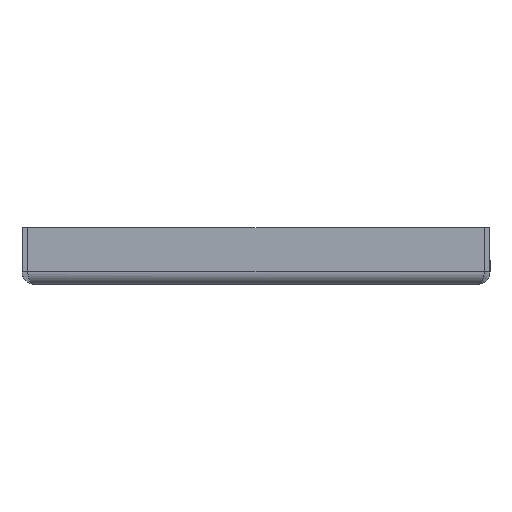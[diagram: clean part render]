
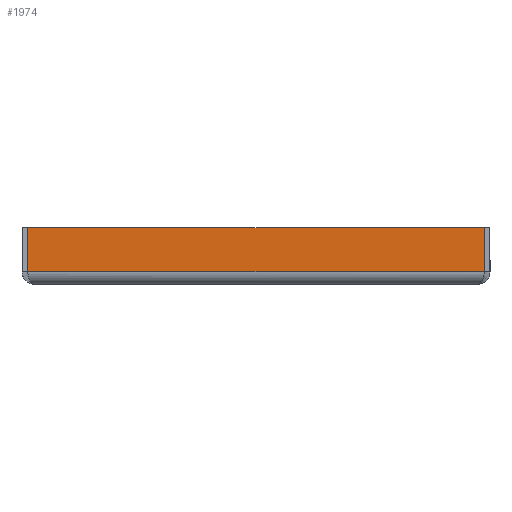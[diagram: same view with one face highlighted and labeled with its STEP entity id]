
A CAD part, left-side view. The second image highlights one B-rep face of the part: STEP entity #1974.
In plain terms, the highlighted planar face has unit normal (-1, 0, 0).
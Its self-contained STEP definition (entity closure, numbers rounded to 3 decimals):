
#28 = VERTEX_POINT ( 'NONE', #516 ) ;
#505 = CARTESIAN_POINT ( 'NONE',  ( -192.4, 0., 18. ) ) ;
#516 = CARTESIAN_POINT ( 'NONE',  ( -192.4, 160.929, 2.4 ) ) ;
#526 = CARTESIAN_POINT ( 'NONE',  ( -192.4, 160.929, 18. ) ) ;
#685 = CARTESIAN_POINT ( 'NONE',  ( -192.4, 0.071, 2.4 ) ) ;
#754 = FACE_OUTER_BOUND ( 'NONE', #4384, .T. ) ;
#775 = CARTESIAN_POINT ( 'NONE',  ( -192.4, 160.929, 2.4 ) ) ;
#1123 = DIRECTION ( 'NONE',  ( 0., 0., 1. ) ) ;
#1152 = CARTESIAN_POINT ( 'NONE',  ( -192.4, 0., 0. ) ) ;
#1163 = LINE ( 'NONE', #775, #2274 ) ;
#1247 = VECTOR ( 'NONE', #2045, 1000. ) ;
#1302 = VERTEX_POINT ( 'NONE', #685 ) ;
#1318 = VECTOR ( 'NONE', #2080, 1000. ) ;
#1363 = ORIENTED_EDGE ( 'NONE', *, *, #1437, .T. ) ;
#1366 = ORIENTED_EDGE ( 'NONE', *, *, #1395, .T. ) ;
#1395 = EDGE_CURVE ( 'NONE', #2951, #4564, #1516, .T. ) ;
#1437 = EDGE_CURVE ( 'NONE', #1302, #2951, #3375, .T. ) ;
#1516 = LINE ( 'NONE', #505, #1247 ) ;
#1543 = DIRECTION ( 'NONE',  ( 0., 0., -1. ) ) ;
#1672 = EDGE_CURVE ( 'NONE', #1302, #28, #3783, .T. ) ;
#1675 = CARTESIAN_POINT ( 'NONE',  ( -192.4, 158.6, 2.4 ) ) ;
#1949 = CARTESIAN_POINT ( 'NONE',  ( -192.4, 0.071, 18. ) ) ;
#1974 = ADVANCED_FACE ( 'NONE', ( #754 ), #3795, .F. ) ;
#2045 = DIRECTION ( 'NONE',  ( 0., 1., 0. ) ) ;
#2080 = DIRECTION ( 'NONE',  ( 0., 1., 0. ) ) ;
#2274 = VECTOR ( 'NONE', #1123, 1000. ) ;
#2355 = VECTOR ( 'NONE', #3751, 1000. ) ;
#2485 = AXIS2_PLACEMENT_3D ( 'NONE', #1152, #4994, #1543 ) ;
#2658 = CARTESIAN_POINT ( 'NONE',  ( -192.4, 0.071, 2.4 ) ) ;
#2940 = ORIENTED_EDGE ( 'NONE', *, *, #3618, .F. ) ;
#2951 = VERTEX_POINT ( 'NONE', #1949 ) ;
#3375 = LINE ( 'NONE', #2658, #2355 ) ;
#3532 = ORIENTED_EDGE ( 'NONE', *, *, #1672, .F. ) ;
#3618 = EDGE_CURVE ( 'NONE', #28, #4564, #1163, .T. ) ;
#3751 = DIRECTION ( 'NONE',  ( 0., 0., 1. ) ) ;
#3783 = LINE ( 'NONE', #1675, #1318 ) ;
#3795 = PLANE ( 'NONE',  #2485 ) ;
#4384 = EDGE_LOOP ( 'NONE', ( #3532, #1363, #1366, #2940 ) ) ;
#4564 = VERTEX_POINT ( 'NONE', #526 ) ;
#4994 = DIRECTION ( 'NONE',  ( 1., 0., 0. ) ) ;
